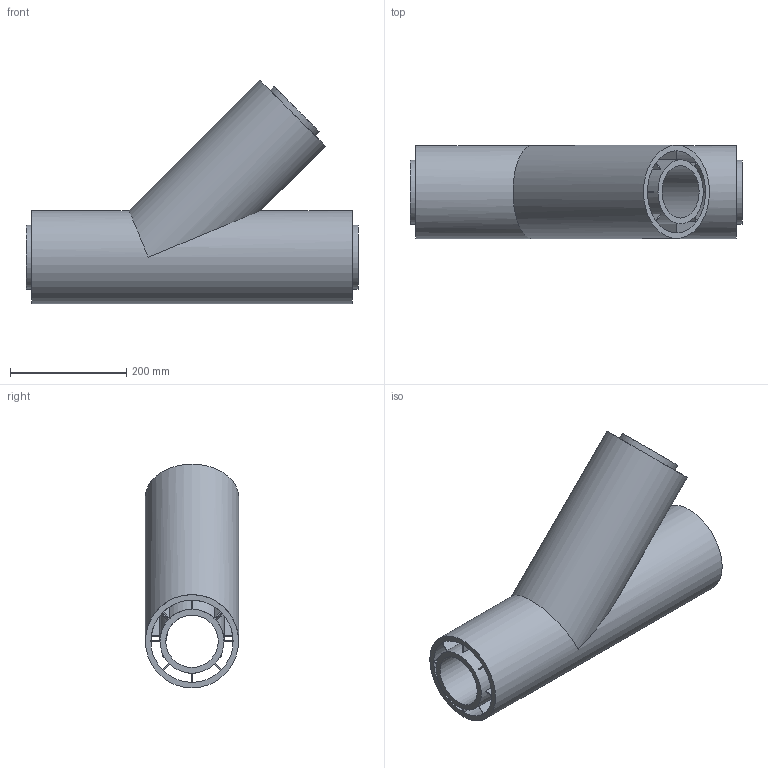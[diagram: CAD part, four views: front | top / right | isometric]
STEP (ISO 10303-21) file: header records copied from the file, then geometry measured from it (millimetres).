
FILE_DESCRIPTION( ( 'STEP AP214' ), '1' );
FILE_NAME( 'AGRU_70192161271_Poly-Flo Lateral_PE 100-RC black_160_110 SDR17_11 (architecture400).stp', '2022-01-21T13:42:49', ( 'License CC BY-ND 4.0' ), ( 'CADENAS' ), ' ', 'PARTsolutions', ' ' );
FILE_SCHEMA( ( 'AUTOMOTIVE_DESIGN { 1 0 10303 214 1 1 1 1 }' ) );
Length unit declared in the file: millimetre
Products named in the file (1): _AGRU_70192161271_Poly-Flo Lateral_PE 100-RC black_160/110  SDR17/11 (architecture400)
Bounding box: 570 x 160 x 384.06 mm (x, y, z)
Volume: 6270111 mm3; surface area: 1446793.1 mm2
Topology: 1 solids, 1 shells, 100 faces, 333 edges, 218 vertices
Faces by surface type: plane 76, cylinder 24
Full cylindrical faces by diameter (mm): 90 x2, 110 x2, 160 x2
Entity records: 4474 total; most frequent: DIRECTION 656, ORIENTED_EDGE 642, CARTESIAN_POINT 635, EDGE_CURVE 321, AXIS2_PLACEMENT_3D 234, VERTEX_POINT 213, LINE 188, VECTOR 188
